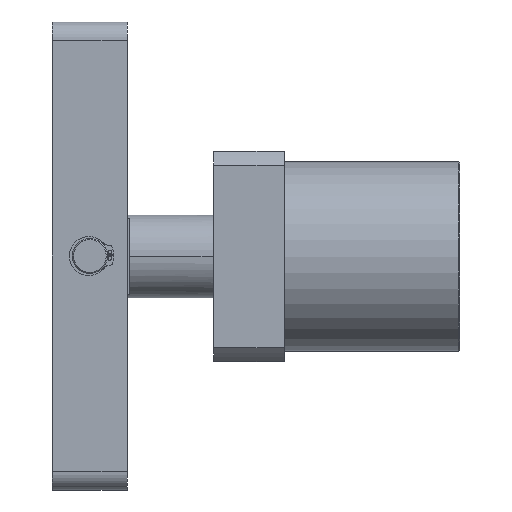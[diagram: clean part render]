
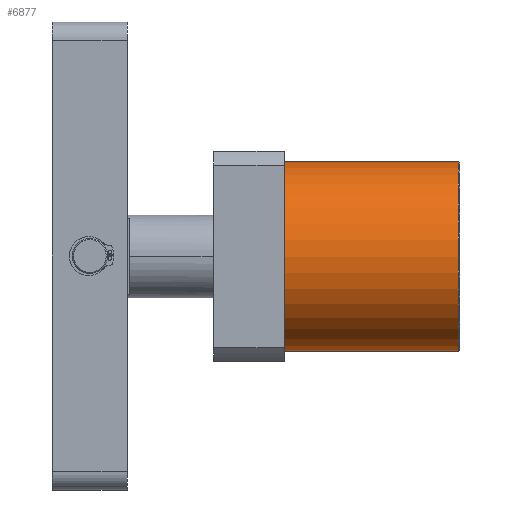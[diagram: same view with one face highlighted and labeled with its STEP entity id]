
A CAD part, left-side view. The second image highlights one B-rep face of the part: STEP entity #6877.
In plain terms, the highlighted cylindrical face has radius 40.5 mm (diameter 81 mm), a partial arc.
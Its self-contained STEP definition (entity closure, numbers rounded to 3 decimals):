
#29 = EDGE_LOOP ( 'NONE', ( #314, #313, #312, #311 ) ) ;
#311 = ORIENTED_EDGE ( 'NONE', *, *, #3462, .T. ) ;
#312 = ORIENTED_EDGE ( 'NONE', *, *, #1117, .T. ) ;
#313 = ORIENTED_EDGE ( 'NONE', *, *, #1174, .F. ) ;
#314 = ORIENTED_EDGE ( 'NONE', *, *, #1116, .F. ) ;
#1116 = EDGE_CURVE ( 'NONE', #4176, #6129, #5063, .T. ) ;
#1117 = EDGE_CURVE ( 'NONE', #4250, #4137, #5060, .T. ) ;
#1174 = EDGE_CURVE ( 'NONE', #4250, #4176, #4982, .T. ) ;
#1396 = AXIS2_PLACEMENT_3D ( 'NONE', #3752, #3751, #3750 ) ;
#1491 = AXIS2_PLACEMENT_3D ( 'NONE', #2702, #2703, #2713 ) ;
#1806 = AXIS2_PLACEMENT_3D ( 'NONE', #6416, #6415, #6414 ) ;
#1974 = CYLINDRICAL_SURFACE ( 'NONE', #1491, 40.5 ) ;
#1978 = FACE_OUTER_BOUND ( 'NONE', #29, .T. ) ;
#2374 = CIRCLE ( 'NONE', #1396, 40.5 ) ;
#2702 = CARTESIAN_POINT ( 'NONE',  ( 0., 75., 0. ) ) ;
#2703 = DIRECTION ( 'NONE',  ( 0., -1., 0. ) ) ;
#2713 = DIRECTION ( 'NONE',  ( 0., 0., -1. ) ) ;
#3022 = CARTESIAN_POINT ( 'NONE',  ( 0., 0.5, 40.5 ) ) ;
#3078 = CARTESIAN_POINT ( 'NONE',  ( 0., 75., -40.5 ) ) ;
#3133 = CARTESIAN_POINT ( 'NONE',  ( 0., 75., 40.5 ) ) ;
#3173 = CARTESIAN_POINT ( 'NONE',  ( 0., 0.5, -40.5 ) ) ;
#3462 = EDGE_CURVE ( 'NONE', #4137, #6129, #2374, .T. ) ;
#3750 = DIRECTION ( 'NONE',  ( 0., 0., 1. ) ) ;
#3751 = DIRECTION ( 'NONE',  ( 0., 1., 0. ) ) ;
#3752 = CARTESIAN_POINT ( 'NONE',  ( 0., 0.5, 0. ) ) ;
#4137 = VERTEX_POINT ( 'NONE', #3173 ) ;
#4176 = VERTEX_POINT ( 'NONE', #3133 ) ;
#4250 = VERTEX_POINT ( 'NONE', #3078 ) ;
#4982 = CIRCLE ( 'NONE', #1806, 40.5 ) ;
#5057 = VECTOR ( 'NONE', #6666, 1000. ) ;
#5059 = VECTOR ( 'NONE', #6675, 1000. ) ;
#5060 = LINE ( 'NONE', #6668, #5057 ) ;
#5063 = LINE ( 'NONE', #6672, #5059 ) ;
#6129 = VERTEX_POINT ( 'NONE', #3022 ) ;
#6414 = DIRECTION ( 'NONE',  ( 0., 0., 1. ) ) ;
#6415 = DIRECTION ( 'NONE',  ( 0., 1., 0. ) ) ;
#6416 = CARTESIAN_POINT ( 'NONE',  ( 0., 75., 0. ) ) ;
#6666 = DIRECTION ( 'NONE',  ( 0., -1., 0. ) ) ;
#6668 = CARTESIAN_POINT ( 'NONE',  ( 0., 75., -40.5 ) ) ;
#6672 = CARTESIAN_POINT ( 'NONE',  ( 0., 75., 40.5 ) ) ;
#6675 = DIRECTION ( 'NONE',  ( 0., -1., 0. ) ) ;
#6877 = ADVANCED_FACE ( 'NONE', ( #1978 ), #1974, .T. ) ;
